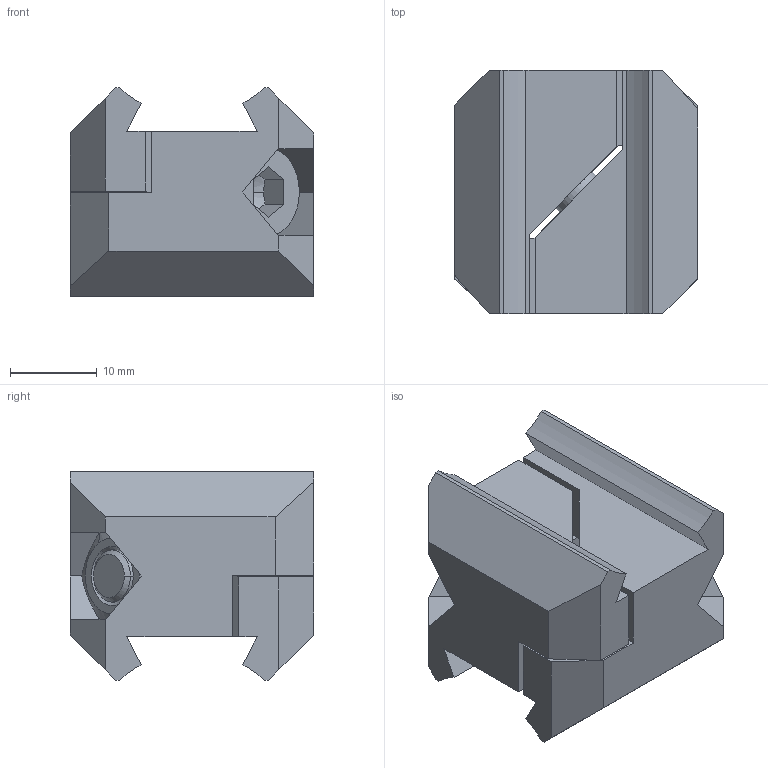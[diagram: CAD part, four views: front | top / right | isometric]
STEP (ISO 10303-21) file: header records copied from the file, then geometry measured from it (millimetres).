
FILE_DESCRIPTION(/* description */ (''),/* implementation_level */ '2;1');
FILE_NAME(/* name */ '41D-109-0.stp',/* time_stamp */ '2022-07-21T09:57:32-04:00',/* author */ ('aorselli'),/* organization */ (''),/* preprocessor_version */ 'ST-DEVELOPER v18.1',/* originating_system */ 'AutoCAD Mechanical',/* authorisation */ '');
FILE_SCHEMA (('AUTOMOTIVE_DESIGN { 1 0 10303 214 3 1 1 }'));
Length unit declared in the file: millimetre
Products named in the file (2): 41D-109-0
Assembly tree (1 placements, depth 2):
  41D-109-0
    41D-109-0
Bounding box: 28 x 28 x 24 mm (x, y, z)
Volume: 11802.4 mm3; surface area: 7048.4 mm2
Topology: 4 solids, 4 shells, 109 faces, 294 edges, 193 vertices
Faces by surface type: plane 77, cylinder 20, cone 12
Entity records: 3568 total; most frequent: CARTESIAN_POINT 841, ORIENTED_EDGE 584, DIRECTION 518, EDGE_CURVE 292, LINE 218, VECTOR 218, VERTEX_POINT 193, AXIS2_PLACEMENT_3D 150
